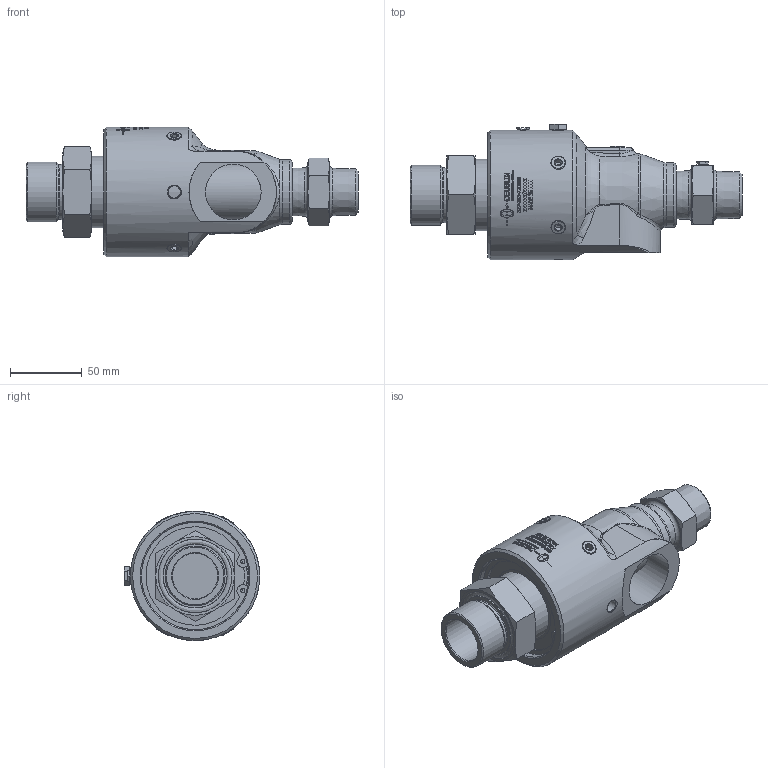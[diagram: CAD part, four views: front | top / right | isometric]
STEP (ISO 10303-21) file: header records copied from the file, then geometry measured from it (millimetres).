
FILE_DESCRIPTION(/* description */ ('UNION, 1 1/4 BSP RH ROTOR','CAx-IF Rec.Pracs.---Representation and Presentation of Product Manufacturing Information (PMI)---4.0---2014-10-13'),/* implementation_level */ '2;1');
FILE_NAME(/* name */ '527-265-720938-IC.stp',/* time_stamp */ '2022-05-31T15:02:18-05:00',/* author */ ('mikar'),/* organization */ ('DEUBLIN'),/* preprocessor_version */ 'ST-DEVELOPER v18.1',/* originating_system */ 'Autodesk Inventor 2022',/* authorisation */ '');
FILE_SCHEMA (('AP242_MANAGED_MODEL_BASED_3D_ENGINEERING_MIM_LF { 1 0 10303 442 1 1 4 }'));
Products named in the file (1): 527-265-720938-IC
Bounding box: 232.15 x 94.78 x 90.5 mm (x, y, z)
Volume: 612309.6 mm3; surface area: 93143 mm2
Topology: 4 solids, 11 shells, 1356 faces, 3538 edges, 2330 vertices
Faces by surface type: bspline 618, plane 459, cylinder 154, cone 108, torus 14, sphere 3
Full cylindrical faces by diameter (mm): 2.5 x1, 3 x3, 3.12 x2, 3.621 x1, 4 x1, 4.1 x1, 5 x2, 5.9 x1, 6.25 x5, 6.325 x1, 7.2 x1, 8 x1, 8.566 x7, 22.5 x2, 24.9 x2, 31.8 x1, 38.5 x1, 38.952 x1, 39.75 x1, 41.91 x1, 44.7 x2, 50.1 x1, 51.5 x2, 53.5 x1, 56.742 x1, 69 x1, 75.08 x1, 90.5 x1
Entity records: 57960 total; most frequent: CARTESIAN_POINT 27860, ORIENTED_EDGE 7054, DIRECTION 4378, EDGE_CURVE 3527, VERTEX_POINT 2330, AXIS2_PLACEMENT_3D 1520, EDGE_LOOP 1509, FACE_OUTER_BOUND 1356
